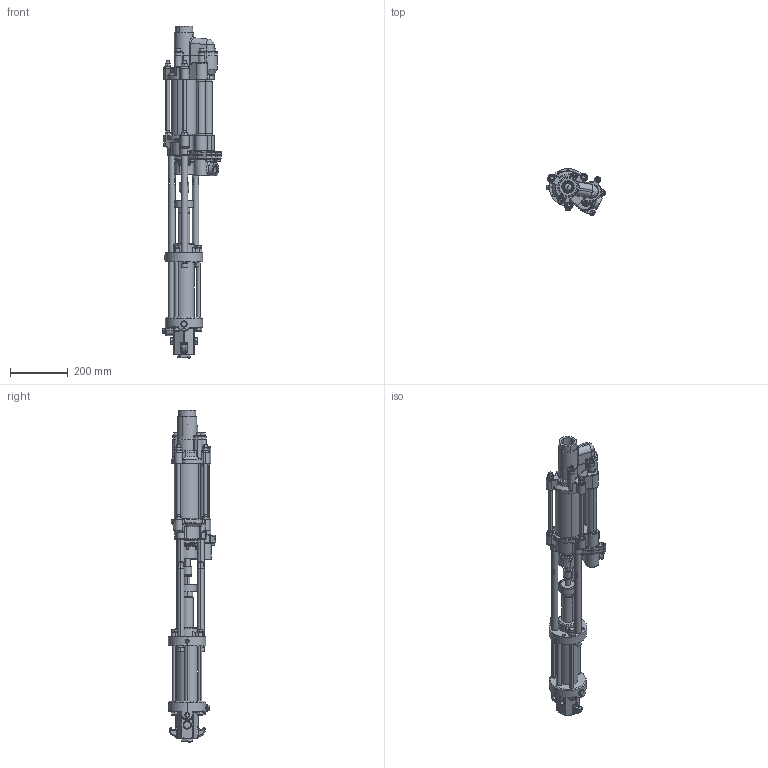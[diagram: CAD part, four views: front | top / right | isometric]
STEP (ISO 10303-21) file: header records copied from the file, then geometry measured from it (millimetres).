
FILE_DESCRIPTION((''),'2;1');
FILE_NAME('99762411_SW0010','2017-07-12T',('irgbqd'),(''),'PRO/ENGINEER BY PARAMETRIC TECHNOLOGY CORPORATION, 2016360','PRO/ENGINEER BY PARAMETRIC TECHNOLOGY CORPORATION, 2016360','');
FILE_SCHEMA(('CONFIG_CONTROL_DESIGN'));
Products named in the file (1): 99762411_SW0010
Bounding box: 203.43 x 163.36 x 1150.49 mm (x, y, z)
Volume: 7380798.2 mm3; surface area: 775106.5 mm2
Topology: 3 solids, 7 shells, 2573 faces, 6064 edges, 3639 vertices
Faces by surface type: cylinder 769, plane 753, cone 374, bspline 296, torus 217, extrusion 105, sphere 59
Entity records: 140126 total; most frequent: CARTESIAN_POINT 83167, ORIENTED_EDGE 12044, DIRECTION 11537, EDGE_CURVE 6022, AXIS2_PLACEMENT_3D 4522, VERTEX_POINT 3639, EDGE_LOOP 2817, FACE_OUTER_BOUND 2573
